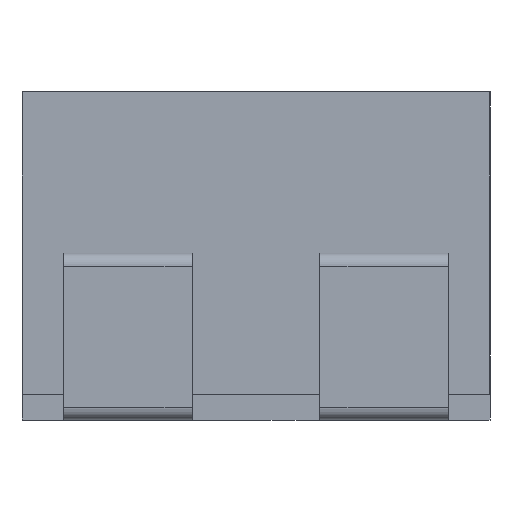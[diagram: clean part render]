
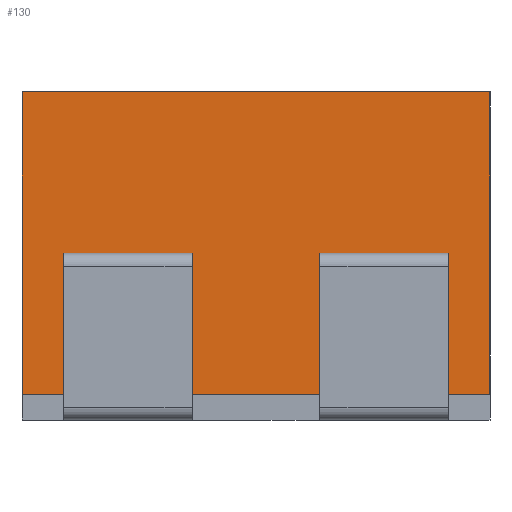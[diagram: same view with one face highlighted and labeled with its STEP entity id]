
A CAD part, left-side view. The second image highlights one B-rep face of the part: STEP entity #130.
In plain terms, the highlighted planar face has unit normal (-1, 0, 0).
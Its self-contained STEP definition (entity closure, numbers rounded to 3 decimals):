
#24 = VERTEX_POINT('',#25);
#25 = CARTESIAN_POINT('',(-1.58,-0.37,0.967));
#40 = VERTEX_POINT('',#41);
#41 = CARTESIAN_POINT('',(-1.58,-1.114,0.967));
#47 = EDGE_CURVE('',#40,#24,#48,.T.);
#48 = LINE('',#49,#50);
#49 = CARTESIAN_POINT('',(-1.58,0.493,0.967));
#50 = VECTOR('',#51,1.);
#51 = DIRECTION('',(0.,1.,0.));
#71 = EDGE_CURVE('',#24,#72,#74,.T.);
#72 = VERTEX_POINT('',#73);
#73 = CARTESIAN_POINT('',(-1.58,-0.37,0.817));
#74 = LINE('',#75,#76);
#75 = CARTESIAN_POINT('',(-1.58,-0.37,1.246));
#76 = VECTOR('',#77,1.);
#77 = DIRECTION('',(0.,0.,-1.));
#79 = EDGE_CURVE('',#72,#80,#82,.T.);
#80 = VERTEX_POINT('',#81);
#81 = CARTESIAN_POINT('',(-1.58,-0.37,0.15));
#82 = LINE('',#83,#84);
#83 = CARTESIAN_POINT('',(-1.58,-0.37,0.817));
#84 = VECTOR('',#85,1.);
#85 = DIRECTION('',(0.,0.,-1.));
#130 = ADVANCED_FACE('',(#131),#238,.F.);
#131 = FACE_BOUND('',#132,.F.);
#132 = EDGE_LOOP('',(#133,#143,#151,#159,#167,#175,#181,#182,#183,#184,
    #192,#200,#208,#216,#224,#232));
#133 = ORIENTED_EDGE('',*,*,#134,.F.);
#134 = EDGE_CURVE('',#135,#137,#139,.T.);
#135 = VERTEX_POINT('',#136);
#136 = CARTESIAN_POINT('',(-1.58,1.355,1.9));
#137 = VERTEX_POINT('',#138);
#138 = CARTESIAN_POINT('',(-1.58,1.355,0.15));
#139 = LINE('',#140,#141);
#140 = CARTESIAN_POINT('',(-1.58,1.355,1.9));
#141 = VECTOR('',#142,1.);
#142 = DIRECTION('',(0.,0.,-1.));
#143 = ORIENTED_EDGE('',*,*,#144,.T.);
#144 = EDGE_CURVE('',#135,#145,#147,.T.);
#145 = VERTEX_POINT('',#146);
#146 = CARTESIAN_POINT('',(-1.58,-1.355,1.9));
#147 = LINE('',#148,#149);
#148 = CARTESIAN_POINT('',(-1.58,1.355,1.9));
#149 = VECTOR('',#150,1.);
#150 = DIRECTION('',(0.,-1.,0.));
#151 = ORIENTED_EDGE('',*,*,#152,.T.);
#152 = EDGE_CURVE('',#145,#153,#155,.T.);
#153 = VERTEX_POINT('',#154);
#154 = CARTESIAN_POINT('',(-1.58,-1.355,0.15));
#155 = LINE('',#156,#157);
#156 = CARTESIAN_POINT('',(-1.58,-1.355,1.9));
#157 = VECTOR('',#158,1.);
#158 = DIRECTION('',(0.,0.,-1.));
#159 = ORIENTED_EDGE('',*,*,#160,.F.);
#160 = EDGE_CURVE('',#161,#153,#163,.T.);
#161 = VERTEX_POINT('',#162);
#162 = CARTESIAN_POINT('',(-1.58,-1.114,0.15));
#163 = LINE('',#164,#165);
#164 = CARTESIAN_POINT('',(-1.58,1.355,0.15));
#165 = VECTOR('',#166,1.);
#166 = DIRECTION('',(0.,-1.,0.));
#167 = ORIENTED_EDGE('',*,*,#168,.F.);
#168 = EDGE_CURVE('',#169,#161,#171,.T.);
#169 = VERTEX_POINT('',#170);
#170 = CARTESIAN_POINT('',(-1.58,-1.114,0.817));
#171 = LINE('',#172,#173);
#172 = CARTESIAN_POINT('',(-1.58,-1.114,0.817));
#173 = VECTOR('',#174,1.);
#174 = DIRECTION('',(0.,0.,-1.));
#175 = ORIENTED_EDGE('',*,*,#176,.F.);
#176 = EDGE_CURVE('',#40,#169,#177,.T.);
#177 = LINE('',#178,#179);
#178 = CARTESIAN_POINT('',(-1.58,-1.114,1.246));
#179 = VECTOR('',#180,1.);
#180 = DIRECTION('',(0.,0.,-1.));
#181 = ORIENTED_EDGE('',*,*,#47,.T.);
#182 = ORIENTED_EDGE('',*,*,#71,.T.);
#183 = ORIENTED_EDGE('',*,*,#79,.T.);
#184 = ORIENTED_EDGE('',*,*,#185,.F.);
#185 = EDGE_CURVE('',#186,#80,#188,.T.);
#186 = VERTEX_POINT('',#187);
#187 = CARTESIAN_POINT('',(-1.58,0.37,0.15));
#188 = LINE('',#189,#190);
#189 = CARTESIAN_POINT('',(-1.58,1.355,0.15));
#190 = VECTOR('',#191,1.);
#191 = DIRECTION('',(0.,-1.,0.));
#192 = ORIENTED_EDGE('',*,*,#193,.F.);
#193 = EDGE_CURVE('',#194,#186,#196,.T.);
#194 = VERTEX_POINT('',#195);
#195 = CARTESIAN_POINT('',(-1.58,0.37,0.817));
#196 = LINE('',#197,#198);
#197 = CARTESIAN_POINT('',(-1.58,0.37,0.817));
#198 = VECTOR('',#199,1.);
#199 = DIRECTION('',(0.,0.,-1.));
#200 = ORIENTED_EDGE('',*,*,#201,.F.);
#201 = EDGE_CURVE('',#202,#194,#204,.T.);
#202 = VERTEX_POINT('',#203);
#203 = CARTESIAN_POINT('',(-1.58,0.37,0.967));
#204 = LINE('',#205,#206);
#205 = CARTESIAN_POINT('',(-1.58,0.37,1.246));
#206 = VECTOR('',#207,1.);
#207 = DIRECTION('',(0.,0.,-1.));
#208 = ORIENTED_EDGE('',*,*,#209,.F.);
#209 = EDGE_CURVE('',#210,#202,#212,.T.);
#210 = VERTEX_POINT('',#211);
#211 = CARTESIAN_POINT('',(-1.58,1.114,0.967));
#212 = LINE('',#213,#214);
#213 = CARTESIAN_POINT('',(-1.58,0.863,0.967));
#214 = VECTOR('',#215,1.);
#215 = DIRECTION('',(0.,-1.,0.));
#216 = ORIENTED_EDGE('',*,*,#217,.T.);
#217 = EDGE_CURVE('',#210,#218,#220,.T.);
#218 = VERTEX_POINT('',#219);
#219 = CARTESIAN_POINT('',(-1.58,1.114,0.817));
#220 = LINE('',#221,#222);
#221 = CARTESIAN_POINT('',(-1.58,1.114,1.246));
#222 = VECTOR('',#223,1.);
#223 = DIRECTION('',(0.,0.,-1.));
#224 = ORIENTED_EDGE('',*,*,#225,.T.);
#225 = EDGE_CURVE('',#218,#226,#228,.T.);
#226 = VERTEX_POINT('',#227);
#227 = CARTESIAN_POINT('',(-1.58,1.114,0.15));
#228 = LINE('',#229,#230);
#229 = CARTESIAN_POINT('',(-1.58,1.114,0.817));
#230 = VECTOR('',#231,1.);
#231 = DIRECTION('',(0.,0.,-1.));
#232 = ORIENTED_EDGE('',*,*,#233,.F.);
#233 = EDGE_CURVE('',#137,#226,#234,.T.);
#234 = LINE('',#235,#236);
#235 = CARTESIAN_POINT('',(-1.58,1.355,0.15));
#236 = VECTOR('',#237,1.);
#237 = DIRECTION('',(0.,-1.,0.));
#238 = PLANE('',#239);
#239 = AXIS2_PLACEMENT_3D('',#240,#241,#242);
#240 = CARTESIAN_POINT('',(-1.58,1.355,1.9));
#241 = DIRECTION('',(1.,0.,0.));
#242 = DIRECTION('',(0.,0.,-1.));
